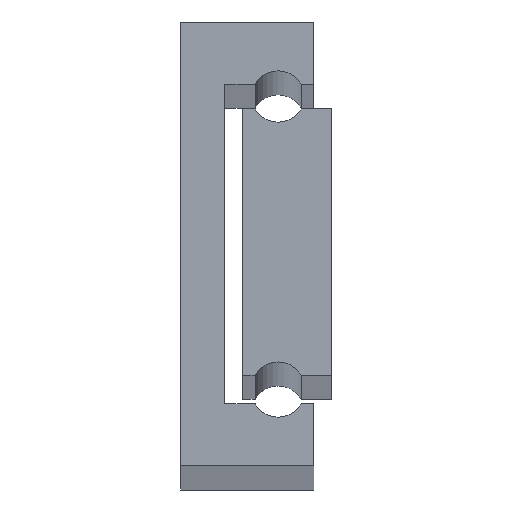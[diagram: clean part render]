
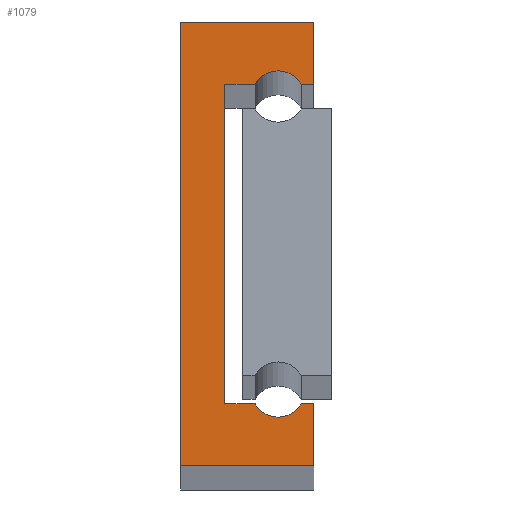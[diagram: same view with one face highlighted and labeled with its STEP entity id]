
A CAD part, top view. The second image highlights one B-rep face of the part: STEP entity #1079.
In plain terms, the highlighted planar face has unit normal (0, 0, 1).
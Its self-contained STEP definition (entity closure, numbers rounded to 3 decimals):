
#10 = LINE ( 'NONE', #1408, #1730 ) ;
#11 = DIRECTION ( 'NONE',  ( 0., 1., 0. ) ) ;
#28 = VECTOR ( 'NONE', #1367, 1000. ) ;
#43 = VERTEX_POINT ( 'NONE', #202 ) ;
#44 = CARTESIAN_POINT ( 'NONE',  ( 15., 50., 775. ) ) ;
#94 = DIRECTION ( 'NONE',  ( 0., 1., 0. ) ) ;
#105 = CARTESIAN_POINT ( 'NONE',  ( 15., 43., 775. ) ) ;
#120 = DIRECTION ( 'NONE',  ( 1., 0., 0. ) ) ;
#137 = ORIENTED_EDGE ( 'NONE', *, *, #511, .T. ) ;
#147 = CARTESIAN_POINT ( 'NONE',  ( 15., 43., 775. ) ) ;
#165 = CARTESIAN_POINT ( 'NONE',  ( 5., 7., 775. ) ) ;
#169 = VERTEX_POINT ( 'NONE', #1561 ) ;
#202 = CARTESIAN_POINT ( 'NONE',  ( 0., 0., 775. ) ) ;
#217 = VERTEX_POINT ( 'NONE', #1308 ) ;
#268 = ORIENTED_EDGE ( 'NONE', *, *, #1124, .T. ) ;
#284 = EDGE_CURVE ( 'NONE', #43, #1619, #884, .T. ) ;
#298 = EDGE_CURVE ( 'NONE', #339, #169, #444, .T. ) ;
#300 = ORIENTED_EDGE ( 'NONE', *, *, #284, .T. ) ;
#301 = VECTOR ( 'NONE', #11, 1000. ) ;
#303 = ORIENTED_EDGE ( 'NONE', *, *, #416, .T. ) ;
#306 = CARTESIAN_POINT ( 'NONE',  ( 0., 50., 775. ) ) ;
#320 = VERTEX_POINT ( 'NONE', #1191 ) ;
#339 = VERTEX_POINT ( 'NONE', #1051 ) ;
#354 = CARTESIAN_POINT ( 'NONE',  ( 15., 50., 775. ) ) ;
#384 = VERTEX_POINT ( 'NONE', #165 ) ;
#416 = EDGE_CURVE ( 'NONE', #217, #339, #10, .T. ) ;
#436 = VECTOR ( 'NONE', #120, 1000. ) ;
#444 = CIRCLE ( 'NONE', #733, 3. ) ;
#490 = DIRECTION ( 'NONE',  ( -1., 0., 0. ) ) ;
#504 = VERTEX_POINT ( 'NONE', #44 ) ;
#511 = EDGE_CURVE ( 'NONE', #901, #43, #951, .T. ) ;
#561 = LINE ( 'NONE', #702, #1184 ) ;
#575 = DIRECTION ( 'NONE',  ( 0., 0., -1. ) ) ;
#583 = VECTOR ( 'NONE', #646, 1000. ) ;
#615 = CARTESIAN_POINT ( 'NONE',  ( 0., 0., 775. ) ) ;
#617 = CIRCLE ( 'NONE', #1378, 3. ) ;
#637 = CARTESIAN_POINT ( 'NONE',  ( 15., 0., 775. ) ) ;
#646 = DIRECTION ( 'NONE',  ( 0., -1., 0. ) ) ;
#662 = DIRECTION ( 'NONE',  ( 0., 1., 0. ) ) ;
#702 = CARTESIAN_POINT ( 'NONE',  ( 0., 50., 775. ) ) ;
#706 = FACE_OUTER_BOUND ( 'NONE', #1498, .T. ) ;
#729 = CARTESIAN_POINT ( 'NONE',  ( 11., 41.5, 775. ) ) ;
#733 = AXIS2_PLACEMENT_3D ( 'NONE', #737, #1522, #1821 ) ;
#737 = CARTESIAN_POINT ( 'NONE',  ( 11., 8.5, 775. ) ) ;
#740 = VERTEX_POINT ( 'NONE', #1886 ) ;
#772 = EDGE_CURVE ( 'NONE', #504, #901, #561, .T. ) ;
#798 = ORIENTED_EDGE ( 'NONE', *, *, #298, .T. ) ;
#868 = DIRECTION ( 'NONE',  ( -1., 0., 0. ) ) ;
#884 = LINE ( 'NONE', #615, #436 ) ;
#900 = VECTOR ( 'NONE', #490, 1000. ) ;
#901 = VERTEX_POINT ( 'NONE', #306 ) ;
#910 = ORIENTED_EDGE ( 'NONE', *, *, #772, .T. ) ;
#918 = EDGE_CURVE ( 'NONE', #1628, #1718, #1639, .T. ) ;
#939 = EDGE_CURVE ( 'NONE', #384, #740, #1752, .T. ) ;
#943 = EDGE_CURVE ( 'NONE', #320, #1628, #617, .T. ) ;
#944 = DIRECTION ( 'NONE',  ( -1., 0., 0. ) ) ;
#951 = LINE ( 'NONE', #1557, #583 ) ;
#952 = CARTESIAN_POINT ( 'NONE',  ( 8.402, 7., 775. ) ) ;
#973 = CARTESIAN_POINT ( 'NONE',  ( 13.598, 43., 775. ) ) ;
#1024 = ORIENTED_EDGE ( 'NONE', *, *, #943, .T. ) ;
#1051 = CARTESIAN_POINT ( 'NONE',  ( 13.598, 7., 775. ) ) ;
#1079 = ADVANCED_FACE ( 'NONE', ( #706 ), #1146, .F. ) ;
#1124 = EDGE_CURVE ( 'NONE', #740, #320, #1595, .T. ) ;
#1146 = PLANE ( 'NONE',  #1632 ) ;
#1154 = ORIENTED_EDGE ( 'NONE', *, *, #918, .T. ) ;
#1174 = DIRECTION ( 'NONE',  ( -1., 0., 0. ) ) ;
#1184 = VECTOR ( 'NONE', #868, 1000. ) ;
#1191 = CARTESIAN_POINT ( 'NONE',  ( 8.402, 43., 775. ) ) ;
#1287 = DIRECTION ( 'NONE',  ( -1., 0., 0. ) ) ;
#1288 = CARTESIAN_POINT ( 'NONE',  ( 5., 7., 775. ) ) ;
#1308 = CARTESIAN_POINT ( 'NONE',  ( 15., 7., 775. ) ) ;
#1315 = ORIENTED_EDGE ( 'NONE', *, *, #1419, .T. ) ;
#1333 = ORIENTED_EDGE ( 'NONE', *, *, #1458, .T. ) ;
#1349 = VECTOR ( 'NONE', #94, 1000. ) ;
#1367 = DIRECTION ( 'NONE',  ( 1., 0., 0. ) ) ;
#1378 = AXIS2_PLACEMENT_3D ( 'NONE', #1944, #575, #1174 ) ;
#1408 = CARTESIAN_POINT ( 'NONE',  ( 15., 7., 775. ) ) ;
#1409 = LINE ( 'NONE', #637, #301 ) ;
#1419 = EDGE_CURVE ( 'NONE', #169, #384, #1874, .T. ) ;
#1458 = EDGE_CURVE ( 'NONE', #1619, #217, #1409, .T. ) ;
#1459 = ORIENTED_EDGE ( 'NONE', *, *, #939, .T. ) ;
#1498 = EDGE_LOOP ( 'NONE', ( #137, #300, #1333, #303, #798, #1315, #1459, #268, #1024, #1154, #1656, #910 ) ) ;
#1522 = DIRECTION ( 'NONE',  ( 0., 0., -1. ) ) ;
#1533 = EDGE_CURVE ( 'NONE', #1718, #504, #1558, .T. ) ;
#1557 = CARTESIAN_POINT ( 'NONE',  ( 0., 0., 775. ) ) ;
#1558 = LINE ( 'NONE', #354, #1670 ) ;
#1561 = CARTESIAN_POINT ( 'NONE',  ( 8.402, 7., 775. ) ) ;
#1595 = LINE ( 'NONE', #1930, #1861 ) ;
#1619 = VERTEX_POINT ( 'NONE', #1978 ) ;
#1628 = VERTEX_POINT ( 'NONE', #973 ) ;
#1632 = AXIS2_PLACEMENT_3D ( 'NONE', #729, #1749, #1287 ) ;
#1639 = LINE ( 'NONE', #147, #28 ) ;
#1656 = ORIENTED_EDGE ( 'NONE', *, *, #1533, .T. ) ;
#1670 = VECTOR ( 'NONE', #662, 1000. ) ;
#1718 = VERTEX_POINT ( 'NONE', #105 ) ;
#1730 = VECTOR ( 'NONE', #944, 1000. ) ;
#1749 = DIRECTION ( 'NONE',  ( 0., 0., -1. ) ) ;
#1752 = LINE ( 'NONE', #1288, #1349 ) ;
#1821 = DIRECTION ( 'NONE',  ( 1., 0., 0. ) ) ;
#1861 = VECTOR ( 'NONE', #1911, 1000. ) ;
#1874 = LINE ( 'NONE', #952, #900 ) ;
#1886 = CARTESIAN_POINT ( 'NONE',  ( 5., 43., 775. ) ) ;
#1911 = DIRECTION ( 'NONE',  ( 1., 0., 0. ) ) ;
#1930 = CARTESIAN_POINT ( 'NONE',  ( 8.402, 43., 775. ) ) ;
#1944 = CARTESIAN_POINT ( 'NONE',  ( 11., 41.5, 775. ) ) ;
#1978 = CARTESIAN_POINT ( 'NONE',  ( 15., 0., 775. ) ) ;
